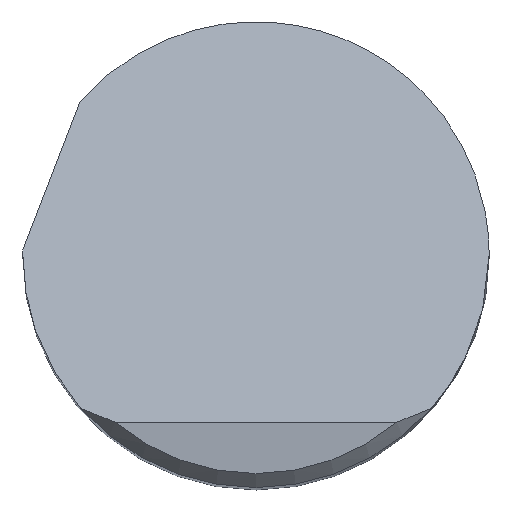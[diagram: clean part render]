
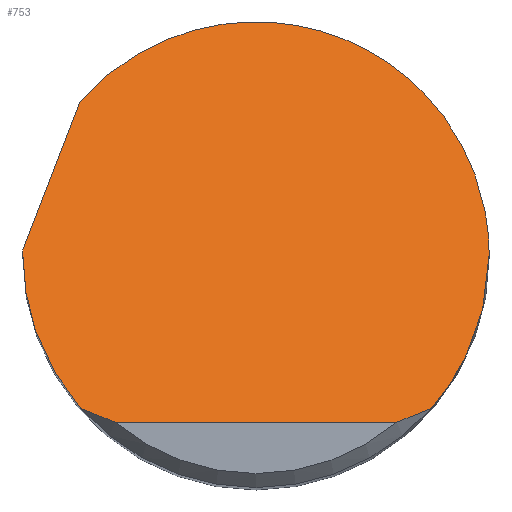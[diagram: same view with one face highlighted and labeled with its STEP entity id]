
A CAD part, top view. The second image highlights one B-rep face of the part: STEP entity #753.
In plain terms, the highlighted planar face has unit normal (0, 0.707, 0.707).
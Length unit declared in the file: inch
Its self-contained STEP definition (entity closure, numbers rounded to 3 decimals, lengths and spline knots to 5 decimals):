
#2 = CARTESIAN_POINT ( 'NONE',  ( -0.18855, 0.16416, 3.65584 ) ) ;
#12 = AXIS2_PLACEMENT_3D ( 'NONE', #60, #123, #674 ) ;
#15 = VERTEX_POINT ( 'NONE', #2 ) ;
#17 =( BOUNDED_CURVE ( )  B_SPLINE_CURVE ( 3, ( #572, #240, #650, #789 ),
 .UNSPECIFIED., .F., .F. ) 
 B_SPLINE_CURVE_WITH_KNOTS ( ( 4, 4 ),
 ( 3.99157, 4.71239 ),
 .UNSPECIFIED. ) 
 CURVE ( )  GEOMETRIC_REPRESENTATION_ITEM ( )  RATIONAL_B_SPLINE_CURVE ( ( 1., 0.957, 0.957, 1. ) ) 
 REPRESENTATION_ITEM ( '' )  );
#60 = CARTESIAN_POINT ( 'NONE',  ( -0.25, -0.18, 4. ) ) ;
#75 = EDGE_CURVE ( 'NONE', #153, #133, #530, .T. ) ;
#82 = CARTESIAN_POINT ( 'NONE',  ( 0., -0.18, 4. ) ) ;
#92 = CARTESIAN_POINT ( 'NONE',  ( -0.31638, -0.1672, 3.9872 ) ) ;
#120 = CARTESIAN_POINT ( 'NONE',  ( 0.18782, -0.165, 3.985 ) ) ;
#123 = DIRECTION ( 'NONE',  ( 0., -0.707, -0.707 ) ) ;
#133 = VERTEX_POINT ( 'NONE', #457 ) ;
#134 = CARTESIAN_POINT ( 'NONE',  ( 0.25, 0., 3.82 ) ) ;
#144 = VERTEX_POINT ( 'NONE', #177 ) ;
#153 = VERTEX_POINT ( 'NONE', #729 ) ;
#176 = ORIENTED_EDGE ( 'NONE', *, *, #480, .F. ) ;
#177 = CARTESIAN_POINT ( 'NONE',  ( -0.24995, 0.005, 3.815 ) ) ;
#220 = ORIENTED_EDGE ( 'NONE', *, *, #573, .T. ) ;
#224 = CARTESIAN_POINT ( 'NONE',  ( -0.25, 0., 3.82 ) ) ;
#240 = CARTESIAN_POINT ( 'NONE',  ( -0.22834, -0.11887, 3.93887 ) ) ;
#244 = EDGE_CURVE ( 'NONE', #792, #309, #17, .T. ) ;
#248 = CARTESIAN_POINT ( 'NONE',  ( -0.18782, -0.165, 3.985 ) ) ;
#265 = CARTESIAN_POINT ( 'NONE',  ( -0.18782, -0.165, 3.985 ) ) ;
#296 =( BOUNDED_CURVE ( )  B_SPLINE_CURVE ( 3, ( #224, #418, #350, #354 ),
 .UNSPECIFIED., .F., .F. ) 
 B_SPLINE_CURVE_WITH_KNOTS ( ( 4, 4 ),
 ( 4.71239, 4.73239 ),
 .UNSPECIFIED. ) 
 CURVE ( )  GEOMETRIC_REPRESENTATION_ITEM ( )  RATIONAL_B_SPLINE_CURVE ( ( 1., 1., 1., 1. ) ) 
 REPRESENTATION_ITEM ( '' )  );
#309 = VERTEX_POINT ( 'NONE', #661 ) ;
#341 = EDGE_CURVE ( 'NONE', #653, #351, #709, .T. ) ;
#342 = B_SPLINE_CURVE_WITH_KNOTS ( 'NONE', 3,
 ( #562, #431, #640, #705 ),
 .UNSPECIFIED., .F., .F.,
 ( 4, 4 ),
 ( 0., 0.00108 ),
 .UNSPECIFIED. ) ;
#346 = CARTESIAN_POINT ( 'NONE',  ( 0.25, 0., 3.82 ) ) ;
#350 = CARTESIAN_POINT ( 'NONE',  ( -0.24998, 0.00333, 3.81667 ) ) ;
#351 = VERTEX_POINT ( 'NONE', #120 ) ;
#354 = CARTESIAN_POINT ( 'NONE',  ( -0.24995, 0.005, 3.815 ) ) ;
#372 = CARTESIAN_POINT ( 'NONE',  ( -0.17589, -0.1704, 3.9904 ) ) ;
#383 = PLANE ( 'NONE',  #12 ) ;
#395 = DIRECTION ( 'NONE',  ( 1., 0., 0. ) ) ;
#399 = VECTOR ( 'NONE', #404, 39.37008 ) ;
#404 = DIRECTION ( 'NONE',  ( 0.263, 0.682, -0.682 ) ) ;
#407 = EDGE_LOOP ( 'NONE', ( #688, #220, #547, #176, #736, #409, #514, #772 ) ) ;
#408 = LINE ( 'NONE', #92, #399 ) ;
#409 = ORIENTED_EDGE ( 'NONE', *, *, #517, .F. ) ;
#418 = CARTESIAN_POINT ( 'NONE',  ( -0.25, 0.00167, 3.81833 ) ) ;
#431 = CARTESIAN_POINT ( 'NONE',  ( 0.16367, -0.17542, 3.99542 ) ) ;
#438 = B_SPLINE_CURVE_WITH_KNOTS ( 'NONE', 3,
 ( #248, #372, #811, #652 ),
 .UNSPECIFIED., .F., .F.,
 ( 4, 4 ),
 ( 0., 0.00108 ),
 .UNSPECIFIED. ) ;
#456 = VECTOR ( 'NONE', #395, 39.37008 ) ;
#457 = CARTESIAN_POINT ( 'NONE',  ( 0.15108, -0.18, 4. ) ) ;
#467 = CARTESIAN_POINT ( 'NONE',  ( 0.22834, -0.11887, 3.93887 ) ) ;
#480 = EDGE_CURVE ( 'NONE', #15, #653, #528, .T. ) ;
#514 = ORIENTED_EDGE ( 'NONE', *, *, #244, .F. ) ;
#517 = EDGE_CURVE ( 'NONE', #309, #144, #296, .T. ) ;
#528 =( BOUNDED_CURVE ( )  B_SPLINE_CURVE ( 3, ( #552, #608, #546, #346 ),
 .UNSPECIFIED., .F., .F. ) 
 B_SPLINE_CURVE_WITH_KNOTS ( ( 4, 4 ),
 ( 5.42872, 7.85398 ),
 .UNSPECIFIED. ) 
 CURVE ( )  GEOMETRIC_REPRESENTATION_ITEM ( )  RATIONAL_B_SPLINE_CURVE ( ( 1., 0.567, 0.567, 1. ) ) 
 REPRESENTATION_ITEM ( '' )  );
#530 = LINE ( 'NONE', #82, #456 ) ;
#546 = CARTESIAN_POINT ( 'NONE',  ( 0.25, 0.27527, 3.54473 ) ) ;
#547 = ORIENTED_EDGE ( 'NONE', *, *, #341, .F. ) ;
#552 = CARTESIAN_POINT ( 'NONE',  ( -0.18855, 0.16416, 3.65584 ) ) ;
#562 = CARTESIAN_POINT ( 'NONE',  ( 0.15108, -0.18, 4. ) ) ;
#572 = CARTESIAN_POINT ( 'NONE',  ( -0.18782, -0.165, 3.985 ) ) ;
#573 = EDGE_CURVE ( 'NONE', #133, #351, #342, .T. ) ;
#598 = CARTESIAN_POINT ( 'NONE',  ( 0.25, -0.06141, 3.88141 ) ) ;
#604 = CARTESIAN_POINT ( 'NONE',  ( 0.18782, -0.165, 3.985 ) ) ;
#608 = CARTESIAN_POINT ( 'NONE',  ( -0.0078, 0.37177, 3.44823 ) ) ;
#640 = CARTESIAN_POINT ( 'NONE',  ( 0.17589, -0.1704, 3.9904 ) ) ;
#650 = CARTESIAN_POINT ( 'NONE',  ( -0.25, -0.06141, 3.88141 ) ) ;
#652 = CARTESIAN_POINT ( 'NONE',  ( -0.15108, -0.18, 4. ) ) ;
#653 = VERTEX_POINT ( 'NONE', #134 ) ;
#661 = CARTESIAN_POINT ( 'NONE',  ( -0.25, 0., 3.82 ) ) ;
#674 = DIRECTION ( 'NONE',  ( 0., 0.707, -0.707 ) ) ;
#688 = ORIENTED_EDGE ( 'NONE', *, *, #75, .T. ) ;
#705 = CARTESIAN_POINT ( 'NONE',  ( 0.18782, -0.165, 3.985 ) ) ;
#709 =( BOUNDED_CURVE ( )  B_SPLINE_CURVE ( 3, ( #730, #598, #467, #604 ),
 .UNSPECIFIED., .F., .T. ) 
 B_SPLINE_CURVE_WITH_KNOTS ( ( 4, 4 ),
 ( 1.5708, 2.29162 ),
 .UNSPECIFIED. ) 
 CURVE ( )  GEOMETRIC_REPRESENTATION_ITEM ( )  RATIONAL_B_SPLINE_CURVE ( ( 1., 0.957, 0.957, 1. ) ) 
 REPRESENTATION_ITEM ( '' )  );
#712 = EDGE_CURVE ( 'NONE', #792, #153, #438, .T. ) ;
#729 = CARTESIAN_POINT ( 'NONE',  ( -0.15108, -0.18, 4. ) ) ;
#730 = CARTESIAN_POINT ( 'NONE',  ( 0.25, 0., 3.82 ) ) ;
#731 = FACE_OUTER_BOUND ( 'NONE', #407, .T. ) ;
#736 = ORIENTED_EDGE ( 'NONE', *, *, #801, .F. ) ;
#753 = ADVANCED_FACE ( 'NONE', ( #731 ), #383, .F. ) ;
#772 = ORIENTED_EDGE ( 'NONE', *, *, #712, .T. ) ;
#789 = CARTESIAN_POINT ( 'NONE',  ( -0.25, 0., 3.82 ) ) ;
#792 = VERTEX_POINT ( 'NONE', #265 ) ;
#801 = EDGE_CURVE ( 'NONE', #144, #15, #408, .T. ) ;
#811 = CARTESIAN_POINT ( 'NONE',  ( -0.16367, -0.17542, 3.99542 ) ) ;
